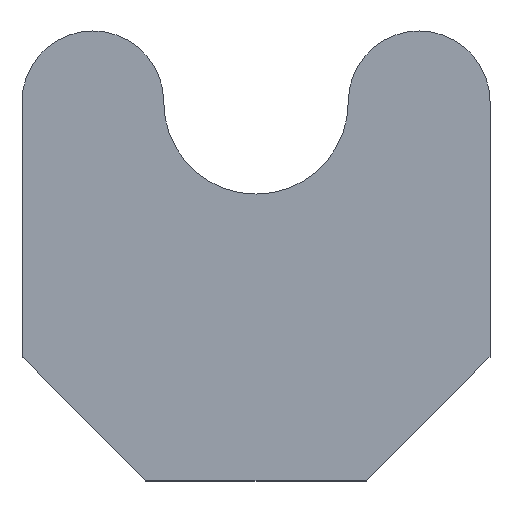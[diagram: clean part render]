
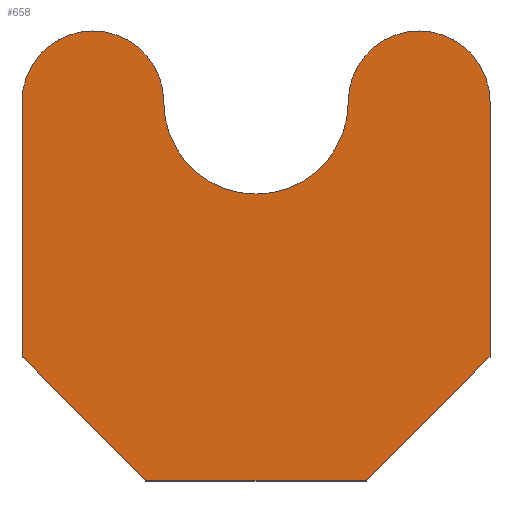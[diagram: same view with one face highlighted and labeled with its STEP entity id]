
A CAD part, top view. The second image highlights one B-rep face of the part: STEP entity #658.
In plain terms, the highlighted planar face has unit normal (0, 0, 1).
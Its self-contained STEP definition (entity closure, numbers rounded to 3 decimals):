
#39=PLANE('',#719);
#73=FACE_OUTER_BOUND('',#109,.T.);
#109=EDGE_LOOP('',(#580,#581,#582,#583,#584,#585,#586,#587));
#174=LINE('',#1048,#252);
#177=LINE('',#1054,#255);
#179=LINE('',#1057,#257);
#180=LINE('',#1059,#258);
#181=LINE('',#1061,#259);
#252=VECTOR('',#856,10.);
#255=VECTOR('',#861,10.);
#257=VECTOR('',#865,10.);
#258=VECTOR('',#868,10.);
#259=VECTOR('',#871,10.);
#281=CIRCLE('',#709,2.);
#282=CIRCLE('',#711,2.605);
#283=CIRCLE('',#713,2.);
#328=VERTEX_POINT('',#1031);
#329=VERTEX_POINT('',#1033);
#330=VERTEX_POINT('',#1037);
#331=VERTEX_POINT('',#1041);
#332=VERTEX_POINT('',#1045);
#333=VERTEX_POINT('',#1047);
#334=VERTEX_POINT('',#1051);
#335=VERTEX_POINT('',#1053);
#407=EDGE_CURVE('',#329,#328,#281,.T.);
#409=EDGE_CURVE('',#330,#329,#282,.T.);
#411=EDGE_CURVE('',#331,#330,#283,.T.);
#414=EDGE_CURVE('',#333,#332,#174,.T.);
#417=EDGE_CURVE('',#335,#334,#177,.T.);
#419=EDGE_CURVE('',#334,#331,#179,.T.);
#420=EDGE_CURVE('',#332,#335,#180,.T.);
#421=EDGE_CURVE('',#328,#333,#181,.T.);
#580=ORIENTED_EDGE('',*,*,#407,.T.);
#581=ORIENTED_EDGE('',*,*,#421,.T.);
#582=ORIENTED_EDGE('',*,*,#414,.T.);
#583=ORIENTED_EDGE('',*,*,#420,.T.);
#584=ORIENTED_EDGE('',*,*,#417,.T.);
#585=ORIENTED_EDGE('',*,*,#419,.T.);
#586=ORIENTED_EDGE('',*,*,#411,.T.);
#587=ORIENTED_EDGE('',*,*,#409,.T.);
#658=ADVANCED_FACE('',(#73),#39,.T.);
#709=AXIS2_PLACEMENT_3D('',#1034,#840,#841);
#711=AXIS2_PLACEMENT_3D('',#1038,#845,#846);
#713=AXIS2_PLACEMENT_3D('',#1042,#850,#851);
#719=AXIS2_PLACEMENT_3D('',#1062,#872,#873);
#840=DIRECTION('center_axis',(0.,0.,1.));
#841=DIRECTION('ref_axis',(1.,0.,0.));
#845=DIRECTION('center_axis',(0.,0.,-1.));
#846=DIRECTION('ref_axis',(-1.,0.,0.));
#850=DIRECTION('center_axis',(0.,0.,1.));
#851=DIRECTION('ref_axis',(1.,0.,0.));
#856=DIRECTION('',(0.707,-0.707,0.));
#861=DIRECTION('',(0.707,0.707,0.));
#865=DIRECTION('',(0.,1.,0.));
#868=DIRECTION('',(1.,0.,0.));
#871=DIRECTION('',(0.,-1.,0.));
#872=DIRECTION('center_axis',(0.,0.,1.));
#873=DIRECTION('ref_axis',(1.,0.,0.));
#1031=CARTESIAN_POINT('',(0.,10.7,0.1));
#1033=CARTESIAN_POINT('',(4.,10.7,0.1));
#1034=CARTESIAN_POINT('Origin',(2.,10.7,0.1));
#1037=CARTESIAN_POINT('',(9.21,10.7,0.1));
#1038=CARTESIAN_POINT('Origin',(6.605,10.7,0.1));
#1041=CARTESIAN_POINT('',(13.21,10.7,0.1));
#1042=CARTESIAN_POINT('Origin',(11.21,10.7,0.1));
#1045=CARTESIAN_POINT('',(3.5,0.,0.1));
#1047=CARTESIAN_POINT('',(0.,3.5,0.1));
#1048=CARTESIAN_POINT('',(0.939,2.561,0.1));
#1051=CARTESIAN_POINT('',(13.21,3.5,0.1));
#1053=CARTESIAN_POINT('',(9.71,0.,0.1));
#1054=CARTESIAN_POINT('',(10.521,0.811,0.1));
#1057=CARTESIAN_POINT('',(13.21,0.,0.1));
#1059=CARTESIAN_POINT('',(0.,0.,0.1));
#1061=CARTESIAN_POINT('',(0.,12.7,0.1));
#1062=CARTESIAN_POINT('Origin',(6.605,6.35,0.1));
